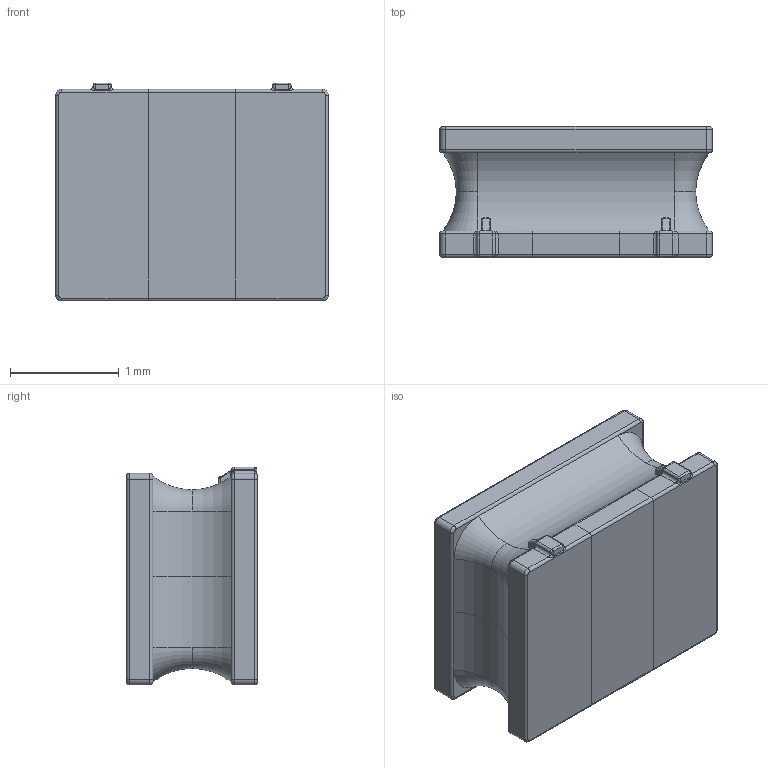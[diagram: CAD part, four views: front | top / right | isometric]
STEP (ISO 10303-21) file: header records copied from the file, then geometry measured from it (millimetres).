
FILE_DESCRIPTION ( ( 'STEP AP214' ), '1' );
FILE_NAME ( 'VLS252012CX-2R2M-1.STEP', '', ( '' ), ( '' ), '', '', '' );
FILE_SCHEMA (( 'AUTOMOTIVE_DESIGN' ));
Length unit declared in the file: millimetre
Products named in the file (1): VLS252012CX-2R2M-1
Bounding box: 2.5 x 1.2 x 2 mm (x, y, z)
Volume: 5.1 mm3; surface area: 29.5 mm2
Topology: 34 solids, 34 shells, 487 faces, 1032 edges, 642 vertices
Faces by surface type: cylinder 209, plane 188, bspline 46, torus 44
Entity records: 19334 total; most frequent: CARTESIAN_POINT 4506, DIRECTION 2267, ORIENTED_EDGE 2056, EDGE_CURVE 1028, AXIS2_PLACEMENT_3D 903, VERTEX_POINT 642, EDGE_LOOP 520, ADVANCED_FACE 487
